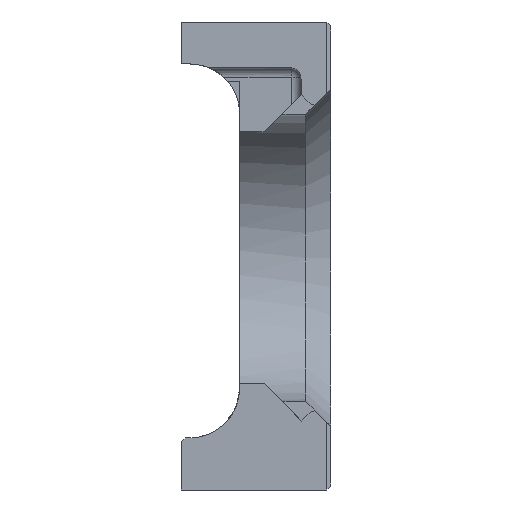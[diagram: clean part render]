
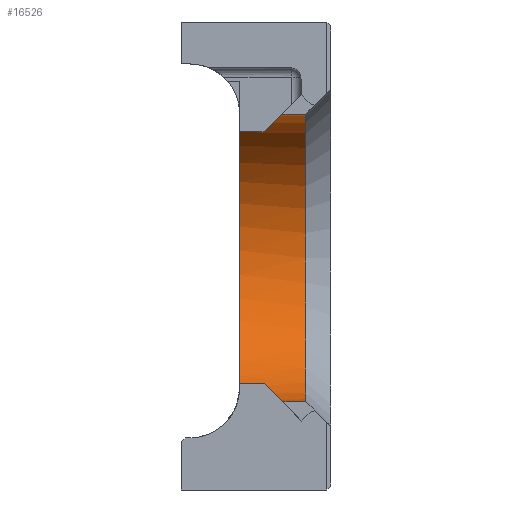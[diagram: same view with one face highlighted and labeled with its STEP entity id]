
A CAD part, left-side view. The second image highlights one B-rep face of the part: STEP entity #16526.
In plain terms, the highlighted cylindrical face has radius 14.437 mm (diameter 28.875 mm), a partial arc.
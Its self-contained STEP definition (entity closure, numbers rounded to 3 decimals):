
#57=ELLIPSE('',#18139,20.418,14.437);
#60=ELLIPSE('',#18147,20.418,14.437);
#111=B_SPLINE_CURVE_WITH_KNOTS('',3,(#28355,#28356,#28357,#28358,#28359,
#28360),.UNSPECIFIED.,.F.,.F.,(4,2,4),(-1.586,-1.189,
-0.989),.UNSPECIFIED.);
#978=CIRCLE('',#18136,14.437);
#993=CIRCLE('',#18193,14.437);
#1273=CYLINDRICAL_SURFACE('',#18195,14.437);
#2178=FACE_OUTER_BOUND('',#3123,.T.);
#3123=EDGE_LOOP('',(#14887,#14888,#14889,#14890,#14891,#14892,#14893,#14894,
#14895));
#4677=LINE('',#28129,#6310);
#4694=LINE('',#28168,#6327);
#4702=LINE('',#28189,#6335);
#4704=LINE('',#28193,#6337);
#6310=VECTOR('',#22847,10.);
#6327=VECTOR('',#22896,10.);
#6335=VECTOR('',#22914,10.);
#6337=VECTOR('',#22918,10.);
#7859=VERTEX_POINT('',#28127);
#7860=VERTEX_POINT('',#28128);
#7865=VERTEX_POINT('',#28163);
#7866=VERTEX_POINT('',#28167);
#7867=VERTEX_POINT('',#28171);
#7870=VERTEX_POINT('',#28180);
#7874=VERTEX_POINT('',#28187);
#7875=VERTEX_POINT('',#28191);
#7915=VERTEX_POINT('',#28344);
#10196=EDGE_CURVE('',#7859,#7860,#4677,.T.);
#10214=EDGE_CURVE('',#7865,#7859,#978,.T.);
#10216=EDGE_CURVE('',#7866,#7865,#4694,.T.);
#10219=EDGE_CURVE('',#7867,#7866,#57,.T.);
#10227=EDGE_CURVE('',#7870,#7874,#4702,.T.);
#10229=EDGE_CURVE('',#7867,#7875,#4704,.T.);
#10234=EDGE_CURVE('',#7874,#7860,#60,.T.);
#10301=EDGE_CURVE('',#7915,#7875,#993,.T.);
#10303=EDGE_CURVE('',#7870,#7915,#111,.T.);
#14887=ORIENTED_EDGE('',*,*,#10301,.F.);
#14888=ORIENTED_EDGE('',*,*,#10303,.F.);
#14889=ORIENTED_EDGE('',*,*,#10227,.T.);
#14890=ORIENTED_EDGE('',*,*,#10234,.T.);
#14891=ORIENTED_EDGE('',*,*,#10196,.F.);
#14892=ORIENTED_EDGE('',*,*,#10214,.F.);
#14893=ORIENTED_EDGE('',*,*,#10216,.F.);
#14894=ORIENTED_EDGE('',*,*,#10219,.F.);
#14895=ORIENTED_EDGE('',*,*,#10229,.T.);
#16526=ADVANCED_FACE('',(#2178),#1273,.F.);
#18136=AXIS2_PLACEMENT_3D('',#28164,#22891,#22892);
#18139=AXIS2_PLACEMENT_3D('',#28173,#22901,#22902);
#18147=AXIS2_PLACEMENT_3D('',#28203,#22929,#22930);
#18193=AXIS2_PLACEMENT_3D('',#28346,#23068,#23069);
#18195=AXIS2_PLACEMENT_3D('',#28354,#23072,#23073);
#22847=DIRECTION('',(0.,1.,0.));
#22891=DIRECTION('center_axis',(0.,1.,0.));
#22892=DIRECTION('ref_axis',(0.,0.,
-1.));
#22896=DIRECTION('',(0.,-1.,0.));
#22901=DIRECTION('center_axis',(0.,-0.707,-0.707));
#22902=DIRECTION('ref_axis',(0.,0.707,-0.707));
#22914=DIRECTION('',(0.,-1.,0.));
#22918=DIRECTION('',(0.,1.,0.));
#22929=DIRECTION('center_axis',(0.,0.707,-0.707));
#22930=DIRECTION('ref_axis',(0.,-0.707,-0.707));
#23068=DIRECTION('center_axis',(0.,-1.,0.));
#23069=DIRECTION('ref_axis',(0.,0.,
-1.));
#23072=DIRECTION('center_axis',(0.,1.,0.));
#23073=DIRECTION('ref_axis',(0.,0.,
-1.));
#28127=CARTESIAN_POINT('',(-87.085,-312.5,-173.125));
#28128=CARTESIAN_POINT('',(-87.085,-310.098,-173.125));
#28129=CARTESIAN_POINT('',(-87.085,-315.,-173.125));
#28163=CARTESIAN_POINT('',(-87.085,-312.5,-144.25));
#28164=CARTESIAN_POINT('Origin',(-87.085,-312.5,-158.687));
#28167=CARTESIAN_POINT('',(-87.085,-310.098,-144.25));
#28168=CARTESIAN_POINT('',(-87.085,-315.,-144.25));
#28171=CARTESIAN_POINT('',(-87.083,-310.098,-144.25));
#28173=CARTESIAN_POINT('Origin',(-87.085,-295.66,-158.687));
#28180=CARTESIAN_POINT('',(-87.083,-305.669,-173.125));
#28187=CARTESIAN_POINT('',(-87.083,-310.098,-173.125));
#28189=CARTESIAN_POINT('',(-87.083,-315.,-173.125));
#28191=CARTESIAN_POINT('',(-87.083,-305.857,-144.25));
#28193=CARTESIAN_POINT('',(-87.083,-315.,-144.25));
#28203=CARTESIAN_POINT('Origin',(-87.085,-295.66,-158.687));
#28344=CARTESIAN_POINT('',(-80.971,-305.857,-171.766));
#28346=CARTESIAN_POINT('Origin',(-87.085,-305.857,-158.687));
#28354=CARTESIAN_POINT('Origin',(-87.085,-315.,-158.687));
#28355=CARTESIAN_POINT('Ctrl Pts',(-87.083,-305.669,-173.125));
#28356=CARTESIAN_POINT('Ctrl Pts',(-85.759,-305.669,-173.125));
#28357=CARTESIAN_POINT('Ctrl Pts',(-84.33,-305.737,-172.931));
#28358=CARTESIAN_POINT('Ctrl Pts',(-82.28,-305.83,
-172.321));
#28359=CARTESIAN_POINT('Ctrl Pts',(-81.608,-305.857,
-172.064));
#28360=CARTESIAN_POINT('Ctrl Pts',(-80.971,-305.857,
-171.766));
